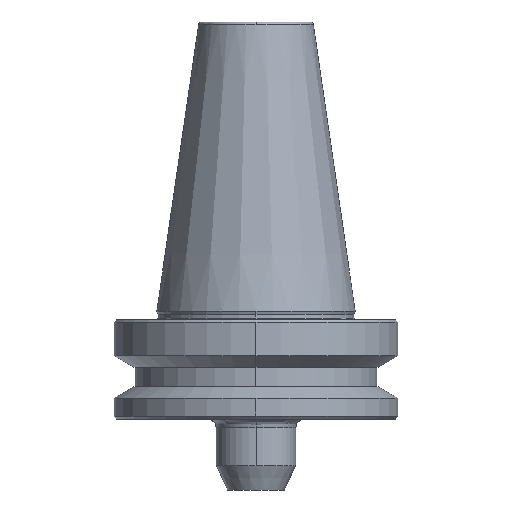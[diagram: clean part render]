
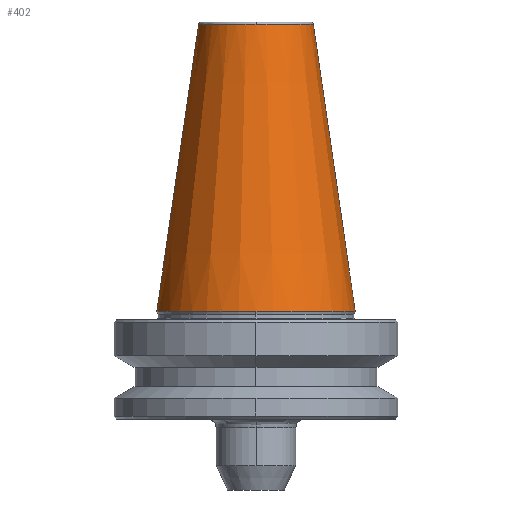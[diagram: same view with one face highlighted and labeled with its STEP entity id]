
A CAD part, left-side view. The second image highlights one B-rep face of the part: STEP entity #402.
In plain terms, the highlighted conical face has half-angle 8.297 degrees and reference radius 34.925 mm.
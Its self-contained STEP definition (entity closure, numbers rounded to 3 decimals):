
#1 = EDGE_CURVE ( 'NONE', #685, #919, #673, .T. ) ;
#13 = EDGE_CURVE ( 'NONE', #1280, #110, #1091, .T. ) ;
#110 = VERTEX_POINT ( 'NONE', #1021 ) ;
#145 = EDGE_LOOP ( 'NONE', ( #548, #1295, #534, #1247, #320, #655 ) ) ;
#204 = CARTESIAN_POINT ( 'NONE',  ( 0., 34.925, 0. ) ) ;
#205 = VECTOR ( 'NONE', #211, 1000. ) ;
#211 = DIRECTION ( 'NONE',  ( 0., 0.144, -0.99 ) ) ;
#225 = CARTESIAN_POINT ( 'NONE',  ( 0., -20.204, 100.944 ) ) ;
#255 = DIRECTION ( 'NONE',  ( 0., -0.144, -0.99 ) ) ;
#256 = CARTESIAN_POINT ( 'NONE',  ( 0., -34.925, 0. ) ) ;
#287 = EDGE_CURVE ( 'NONE', #996, #685, #1182, .T. ) ;
#320 = ORIENTED_EDGE ( 'NONE', *, *, #287, .T. ) ;
#330 = VERTEX_POINT ( 'NONE', #864 ) ;
#345 = CARTESIAN_POINT ( 'NONE',  ( 0., 34.925, 0. ) ) ;
#351 = EDGE_CURVE ( 'NONE', #110, #330, #418, .T. ) ;
#367 = CARTESIAN_POINT ( 'NONE',  ( 0., -34.925, 0. ) ) ;
#402 = ADVANCED_FACE ( 'NONE', ( #408 ), #513, .T. ) ;
#408 = FACE_OUTER_BOUND ( 'NONE', #145, .T. ) ;
#418 = CIRCLE ( 'NONE', #608, 20.204 ) ;
#482 = CARTESIAN_POINT ( 'NONE',  ( -34.925, 0., 0. ) ) ;
#513 = CONICAL_SURFACE ( 'NONE', #645, 34.925, 0.145 ) ;
#534 = ORIENTED_EDGE ( 'NONE', *, *, #351, .T. ) ;
#548 = ORIENTED_EDGE ( 'NONE', *, *, #1199, .F. ) ;
#576 = AXIS2_PLACEMENT_3D ( 'NONE', #887, #886, #885 ) ;
#608 = AXIS2_PLACEMENT_3D ( 'NONE', #832, #831, #830 ) ;
#626 = LINE ( 'NONE', #256, #1278 ) ;
#645 = AXIS2_PLACEMENT_3D ( 'NONE', #825, #838, #833 ) ;
#655 = ORIENTED_EDGE ( 'NONE', *, *, #1, .T. ) ;
#673 = CIRCLE ( 'NONE', #761, 34.925 ) ;
#685 = VERTEX_POINT ( 'NONE', #482 ) ;
#761 = AXIS2_PLACEMENT_3D ( 'NONE', #1345, #1350, #1338 ) ;
#825 = CARTESIAN_POINT ( 'NONE',  ( 0., 0., 0. ) ) ;
#830 = DIRECTION ( 'NONE',  ( -1., 0., 0. ) ) ;
#831 = DIRECTION ( 'NONE',  ( 0., 0., -1. ) ) ;
#832 = CARTESIAN_POINT ( 'NONE',  ( 0., 0., 100.944 ) ) ;
#833 = DIRECTION ( 'NONE',  ( 0., 1., 0. ) ) ;
#838 = DIRECTION ( 'NONE',  ( 0., 0., -1. ) ) ;
#864 = CARTESIAN_POINT ( 'NONE',  ( 0., 20.204, 100.944 ) ) ;
#879 = AXIS2_PLACEMENT_3D ( 'NONE', #1303, #1301, #1300 ) ;
#885 = DIRECTION ( 'NONE',  ( -1., 0., 0. ) ) ;
#886 = DIRECTION ( 'NONE',  ( 0., 0., 1. ) ) ;
#887 = CARTESIAN_POINT ( 'NONE',  ( 0., 0., 0. ) ) ;
#919 = VERTEX_POINT ( 'NONE', #367 ) ;
#996 = VERTEX_POINT ( 'NONE', #345 ) ;
#1021 = CARTESIAN_POINT ( 'NONE',  ( -20.204, 0., 100.944 ) ) ;
#1091 = CIRCLE ( 'NONE', #879, 20.204 ) ;
#1182 = CIRCLE ( 'NONE', #576, 34.925 ) ;
#1199 = EDGE_CURVE ( 'NONE', #1280, #919, #626, .T. ) ;
#1212 = LINE ( 'NONE', #204, #205 ) ;
#1247 = ORIENTED_EDGE ( 'NONE', *, *, #1349, .T. ) ;
#1278 = VECTOR ( 'NONE', #255, 1000. ) ;
#1280 = VERTEX_POINT ( 'NONE', #225 ) ;
#1295 = ORIENTED_EDGE ( 'NONE', *, *, #13, .T. ) ;
#1300 = DIRECTION ( 'NONE',  ( -1., 0., 0. ) ) ;
#1301 = DIRECTION ( 'NONE',  ( 0., 0., -1. ) ) ;
#1303 = CARTESIAN_POINT ( 'NONE',  ( 0., 0., 100.944 ) ) ;
#1338 = DIRECTION ( 'NONE',  ( -1., 0., 0. ) ) ;
#1345 = CARTESIAN_POINT ( 'NONE',  ( 0., 0., 0. ) ) ;
#1349 = EDGE_CURVE ( 'NONE', #330, #996, #1212, .T. ) ;
#1350 = DIRECTION ( 'NONE',  ( 0., 0., 1. ) ) ;
